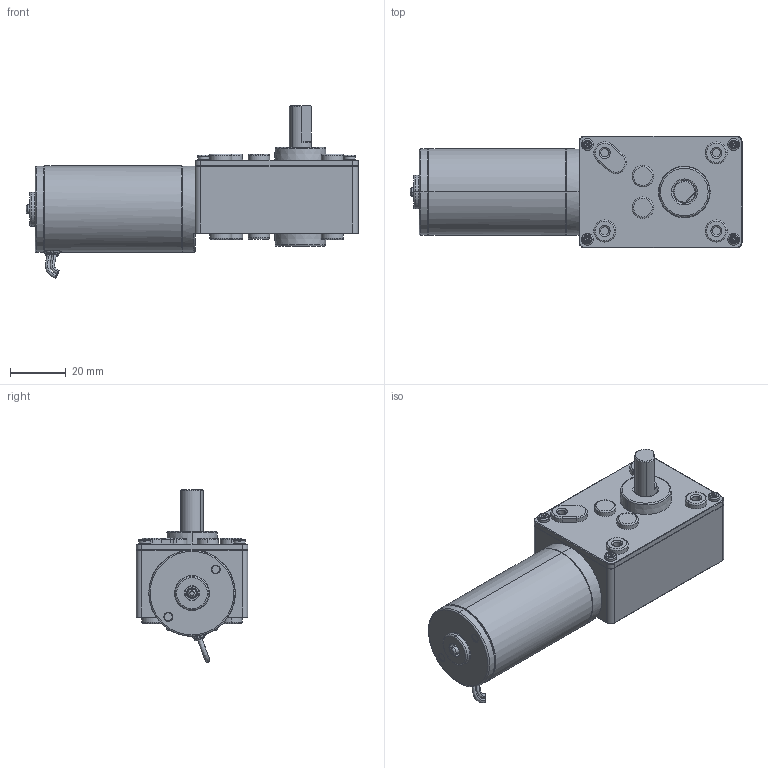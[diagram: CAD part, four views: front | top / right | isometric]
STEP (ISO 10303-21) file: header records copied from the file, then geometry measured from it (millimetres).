
FILE_DESCRIPTION (( 'STEP AP203' ), '1' );
FILE_NAME ('GM4058_31ZY_Assam.STEP', '2023-09-25T03:32:48', ( '' ), ( '' ), 'SwSTEP 2.0', 'SolidWorks 2019', '' );
FILE_SCHEMA (( 'CONFIG_CONTROL_DESIGN' ));
Length unit declared in the file: millimetre
Products named in the file (4): GM4058_31ZY_Main; GM4058_31ZY_Shaft; GM4058_31ZY_Bolt; GM4058_31ZY_Assam
Assembly tree (6 placements, depth 2):
  GM4058_31ZY_Assam
    GM4058_31ZY_Main
    GM4058_31ZY_Shaft
    GM4058_31ZY_Bolt  x4
Bounding box: 119 x 40 x 61.91 mm (x, y, z)
Volume: 108691.4 mm3; surface area: 19735.1 mm2
Topology: 8 solids, 9 shells, 555 faces, 1280 edges, 767 vertices
Faces by surface type: plane 222, cylinder 162, torus 63, bspline 50, cone 46, sphere 12
Entity records: 12133 total; most frequent: CARTESIAN_POINT 3495, DIRECTION 1809, ORIENTED_EDGE 1636, EDGE_CURVE 818, AXIS2_PLACEMENT_3D 740, VERTEX_POINT 498, EDGE_LOOP 406, CIRCLE 389
